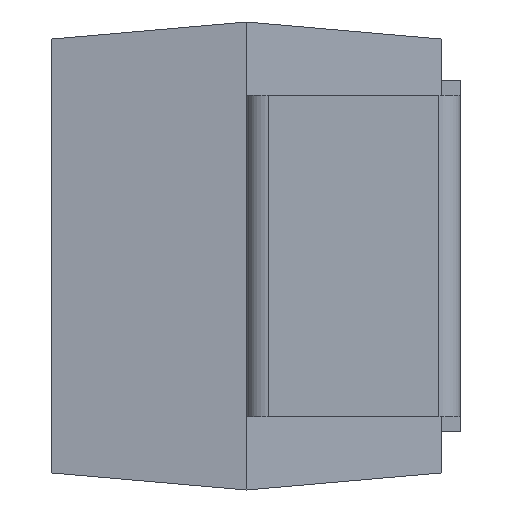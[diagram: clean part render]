
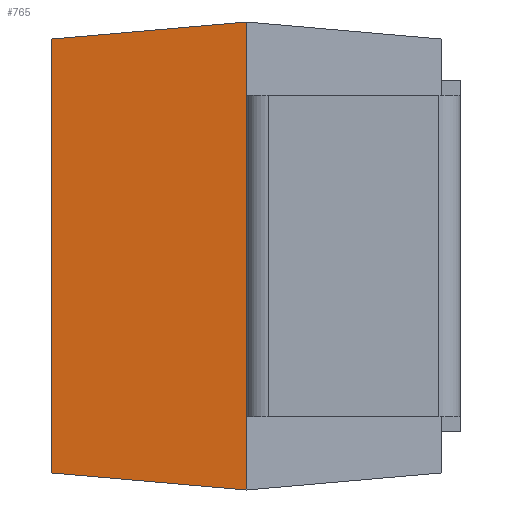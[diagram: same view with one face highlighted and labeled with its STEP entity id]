
A CAD part, left-side view. The second image highlights one B-rep face of the part: STEP entity #765.
In plain terms, the highlighted planar face has unit normal (-0.996, 0.087, 0).
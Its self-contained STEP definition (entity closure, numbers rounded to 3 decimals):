
#6 = VERTEX_POINT ( 'NONE', #583 ) ;
#14 = VECTOR ( 'NONE', #1428, 1000. ) ;
#71 = LINE ( 'NONE', #645, #944 ) ;
#79 = VERTEX_POINT ( 'NONE', #1689 ) ;
#179 = CARTESIAN_POINT ( 'NONE',  ( -2.85, 1.465, 1.6 ) ) ;
#187 = ORIENTED_EDGE ( 'NONE', *, *, #1979, .T. ) ;
#321 = ORIENTED_EDGE ( 'NONE', *, *, #1065, .T. ) ;
#392 = VECTOR ( 'NONE', #1825, 1000. ) ;
#399 = VERTEX_POINT ( 'NONE', #2221 ) ;
#513 = LINE ( 'NONE', #179, #1623 ) ;
#548 = DIRECTION ( 'NONE',  ( -0.087, -0.992, 0.087 ) ) ;
#549 = FACE_OUTER_BOUND ( 'NONE', #2250, .T. ) ;
#583 = CARTESIAN_POINT ( 'NONE',  ( -2.733, 2.8, 1.483 ) ) ;
#645 = CARTESIAN_POINT ( 'NONE',  ( -2.826, 1.741, -1.576 ) ) ;
#659 = EDGE_CURVE ( 'NONE', #1748, #6, #1649, .T. ) ;
#716 = CARTESIAN_POINT ( 'NONE',  ( -2.807, 1.956, 1.557 ) ) ;
#765 = ADVANCED_FACE ( 'NONE', ( #549 ), #1647, .T. ) ;
#768 = CARTESIAN_POINT ( 'NONE',  ( -2.85, 1.465, 1.6 ) ) ;
#813 = EDGE_CURVE ( 'NONE', #2107, #79, #1463, .T. ) ;
#944 = VECTOR ( 'NONE', #1531, 1000. ) ;
#969 = DIRECTION ( 'NONE',  ( 0., 0., 1. ) ) ;
#1005 = CARTESIAN_POINT ( 'NONE',  ( -2.85, 1.465, -1.1 ) ) ;
#1065 = EDGE_CURVE ( 'NONE', #79, #399, #513, .T. ) ;
#1088 = LINE ( 'NONE', #1641, #14 ) ;
#1172 = ORIENTED_EDGE ( 'NONE', *, *, #2206, .F. ) ;
#1191 = VECTOR ( 'NONE', #969, 1000. ) ;
#1193 = CARTESIAN_POINT ( 'NONE',  ( -2.733, 2.8, -1.483 ) ) ;
#1269 = DIRECTION ( 'NONE',  ( -0.087, -0.996, 0. ) ) ;
#1270 = VERTEX_POINT ( 'NONE', #1714 ) ;
#1306 = DIRECTION ( 'NONE',  ( -0.996, 0.087, 0. ) ) ;
#1315 = AXIS2_PLACEMENT_3D ( 'NONE', #768, #1306, #1269 ) ;
#1411 = DIRECTION ( 'NONE',  ( 0., 0., 1. ) ) ;
#1428 = DIRECTION ( 'NONE',  ( 0., 0., 1. ) ) ;
#1463 = LINE ( 'NONE', #1477, #392 ) ;
#1477 = CARTESIAN_POINT ( 'NONE',  ( -2.85, 1.465, -1.1 ) ) ;
#1531 = DIRECTION ( 'NONE',  ( -0.087, -0.992, -0.087 ) ) ;
#1555 = ORIENTED_EDGE ( 'NONE', *, *, #1780, .T. ) ;
#1578 = ORIENTED_EDGE ( 'NONE', *, *, #813, .T. ) ;
#1623 = VECTOR ( 'NONE', #1411, 1000. ) ;
#1641 = CARTESIAN_POINT ( 'NONE',  ( -2.85, 1.465, 1.6 ) ) ;
#1647 = PLANE ( 'NONE',  #1315 ) ;
#1649 = LINE ( 'NONE', #2166, #1191 ) ;
#1689 = CARTESIAN_POINT ( 'NONE',  ( -2.85, 1.465, 1.1 ) ) ;
#1714 = CARTESIAN_POINT ( 'NONE',  ( -2.85, 1.465, -1.6 ) ) ;
#1716 = VECTOR ( 'NONE', #548, 1000. ) ;
#1748 = VERTEX_POINT ( 'NONE', #1193 ) ;
#1780 = EDGE_CURVE ( 'NONE', #1270, #2107, #1088, .T. ) ;
#1791 = ORIENTED_EDGE ( 'NONE', *, *, #659, .F. ) ;
#1825 = DIRECTION ( 'NONE',  ( 0., 0., 1. ) ) ;
#1979 = EDGE_CURVE ( 'NONE', #1748, #1270, #71, .T. ) ;
#2107 = VERTEX_POINT ( 'NONE', #1005 ) ;
#2138 = LINE ( 'NONE', #716, #1716 ) ;
#2166 = CARTESIAN_POINT ( 'NONE',  ( -2.733, 2.8, 1.6 ) ) ;
#2206 = EDGE_CURVE ( 'NONE', #6, #399, #2138, .T. ) ;
#2221 = CARTESIAN_POINT ( 'NONE',  ( -2.85, 1.465, 1.6 ) ) ;
#2250 = EDGE_LOOP ( 'NONE', ( #1555, #1578, #321, #1172, #1791, #187 ) ) ;
